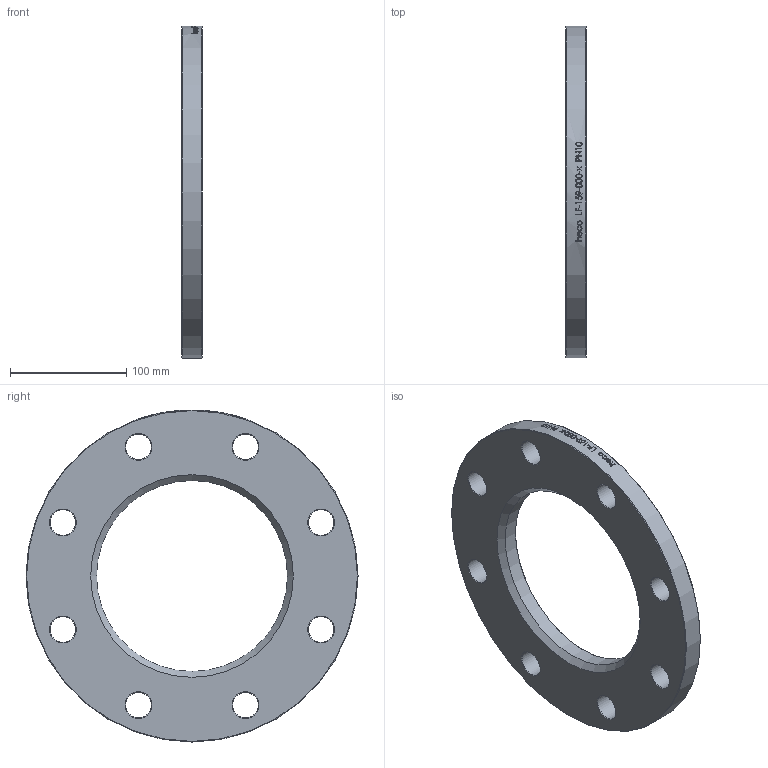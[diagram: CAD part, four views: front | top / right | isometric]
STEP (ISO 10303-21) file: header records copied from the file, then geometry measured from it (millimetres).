
FILE_DESCRIPTION (( 'STEP AP214' ), '1' );
FILE_NAME ('LF-159-000-x Loser Flansch PN10 2101.STEP', '2021-01-19T10:01:20', ( '' ), ( '' ), 'SwSTEP 2.0', 'SolidWorks 2019', '' );
FILE_SCHEMA (( 'AUTOMOTIVE_DESIGN' ));
Length unit declared in the file: millimetre
Products named in the file (1): LF-159-000-x Loser Flansch PN10 2101
Bounding box: 18 x 285 x 285 mm (x, y, z)
Volume: 706196.7 mm3; surface area: 112126.8 mm2
Topology: 1 solids, 1 shells, 60 faces, 269 edges, 238 vertices
Faces by surface type: cylinder 38, cone 20, plane 2
Full cylindrical faces by diameter (mm): 22 x8, 164 x1, 285 x1
Entity records: 6416 total; most frequent: CARTESIAN_POINT 4151, ORIENTED_EDGE 452, DIRECTION 313, EDGE_CURVE 226, VERTEX_POINT 226, AXIS2_PLACEMENT_3D 141, EDGE_LOOP 136, B_SPLINE_CURVE_WITH_KNOTS 115
